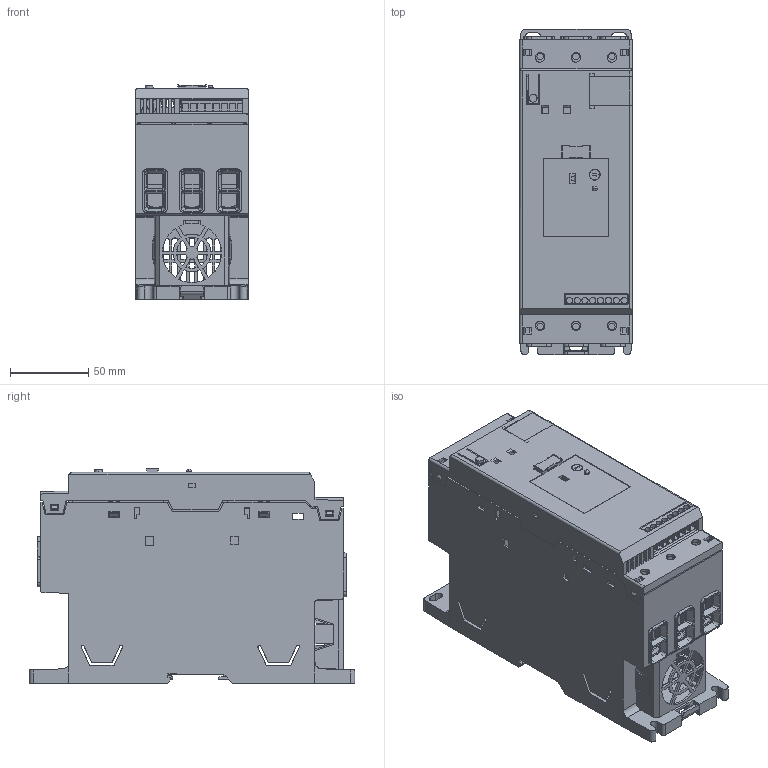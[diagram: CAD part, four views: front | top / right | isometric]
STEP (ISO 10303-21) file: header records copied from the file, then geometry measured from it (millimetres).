
FILE_DESCRIPTION((''),'2;1');
FILE_NAME('_150-C_FS1____SW0001','2020-05-12T10:33:52',('AKuszpe'),('Rockwell Automation'),'CREO PARAMETRIC BY PTC INC, 2017380','CREO PARAMETRIC BY PTC INC, 2017380','');
FILE_SCHEMA(('CONFIG_CONTROL_DESIGN'));
Products named in the file (1): _150-C_FS1____SW0001
Bounding box: 72 x 208.28 x 137.5 mm (x, y, z)
Surface area: 274592.9 mm2 (no closed solid volume)
Topology: 0 solids, 68 shells, 4046 faces, 12413 edges, 7995 vertices
Faces by surface type: plane 1979, cylinder 1303, bspline 415, sphere 165, cone 154, torus 30
Entity records: 161582 total; most frequent: CARTESIAN_POINT 57941, ORIENTED_EDGE 21368, DIRECTION 19517, EDGE_CURVE 12258, VERTEX_POINT 7995, VECTOR 7947, LINE 7947, AXIS2_PLACEMENT_3D 5785
